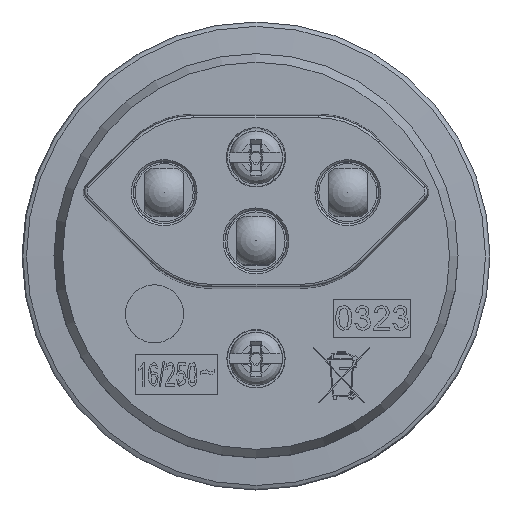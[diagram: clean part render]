
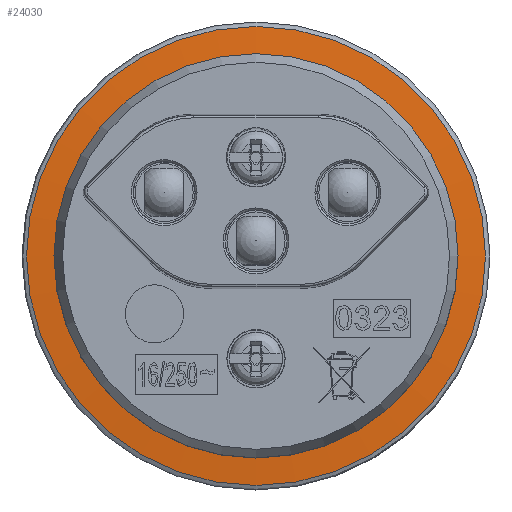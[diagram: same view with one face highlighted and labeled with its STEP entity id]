
A CAD part, top view. The second image highlights one B-rep face of the part: STEP entity #24030.
In plain terms, the highlighted conical face has half-angle 85.668 degrees and reference radius 20.9 mm.
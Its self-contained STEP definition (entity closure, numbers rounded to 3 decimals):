
#491 = EDGE_LOOP ( 'NONE', ( #1842 ) ) ;
#992 = AXIS2_PLACEMENT_3D ( 'NONE', #25184, #14404, #10314 ) ;
#1842 = ORIENTED_EDGE ( 'NONE', *, *, #59409, .T. ) ;
#4386 = CIRCLE ( 'NONE', #992, 23.738 ) ;
#7599 = DIRECTION ( 'NONE',  ( -1., 0., 0. ) ) ;
#8987 = DIRECTION ( 'NONE',  ( 0., 0., 1. ) ) ;
#10314 = DIRECTION ( 'NONE',  ( 1., 0., 0. ) ) ;
#13353 = FACE_OUTER_BOUND ( 'NONE', #491, .T. ) ;
#14404 = DIRECTION ( 'NONE',  ( 0., 0., 1. ) ) ;
#17260 = VERTEX_POINT ( 'NONE', #58386 ) ;
#20109 = CARTESIAN_POINT ( 'NONE',  ( 179.1, 0., -12.25 ) ) ;
#23451 = AXIS2_PLACEMENT_3D ( 'NONE', #45081, #8987, #40049 ) ;
#24030 = ADVANCED_FACE ( 'NONE', ( #54130, #13353 ), #41635, .T. ) ;
#25184 = CARTESIAN_POINT ( 'NONE',  ( 200., 0., -12.465 ) ) ;
#27532 = DIRECTION ( 'NONE',  ( 0., 0., -1. ) ) ;
#36702 = EDGE_LOOP ( 'NONE', ( #57282 ) ) ;
#40049 = DIRECTION ( 'NONE',  ( -1., 0., 0. ) ) ;
#41635 = CONICAL_SURFACE ( 'NONE', #66406, 20.9, 1.495 ) ;
#45081 = CARTESIAN_POINT ( 'NONE',  ( 200., 0., -12.25 ) ) ;
#52525 = EDGE_CURVE ( 'NONE', #61844, #61844, #52543, .T. ) ;
#52543 = CIRCLE ( 'NONE', #23451, 20.9 ) ;
#54130 = FACE_BOUND ( 'NONE', #36702, .T. ) ;
#57282 = ORIENTED_EDGE ( 'NONE', *, *, #52525, .F. ) ;
#58386 = CARTESIAN_POINT ( 'NONE',  ( 223.738, 0., -12.465 ) ) ;
#59409 = EDGE_CURVE ( 'NONE', #17260, #17260, #4386, .T. ) ;
#61844 = VERTEX_POINT ( 'NONE', #20109 ) ;
#63926 = CARTESIAN_POINT ( 'NONE',  ( 200., 0., -12.25 ) ) ;
#66406 = AXIS2_PLACEMENT_3D ( 'NONE', #63926, #27532, #7599 ) ;
